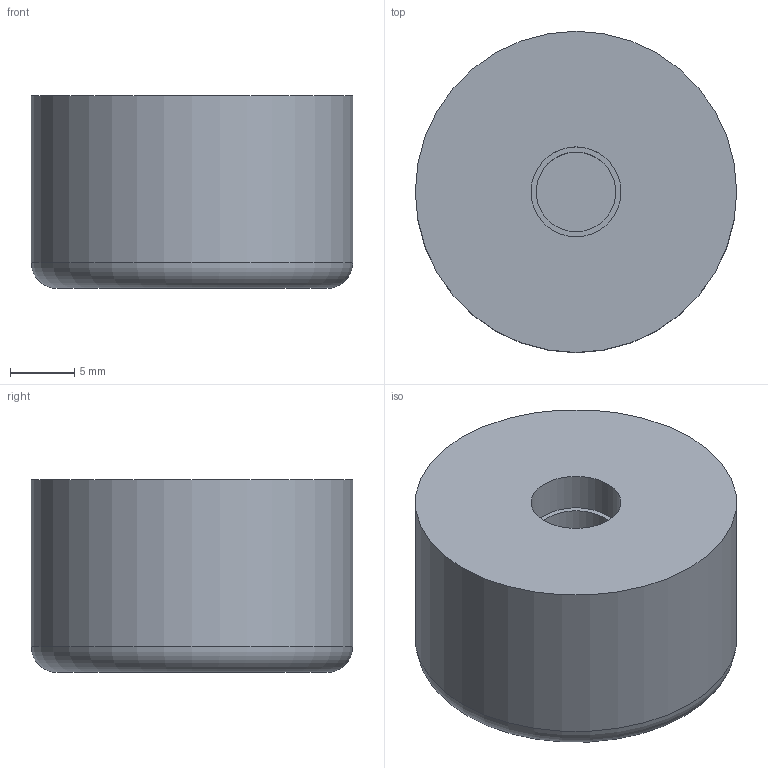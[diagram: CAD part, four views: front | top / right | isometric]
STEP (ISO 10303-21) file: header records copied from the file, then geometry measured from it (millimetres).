
FILE_DESCRIPTION(/* description */ ('Alibre Inc.'),/* implementation_level */ '2;1');
FILE_NAME(/* name */ 'export-BADC64BC-46D2-4EC7-B9FF-4196F3ABBFD8',/* time_stamp */ '2025-01-31T20:18:28+01:00',/* author */ (''),/* organization */ (''),/* preprocessor_version */ 'ST-DEVELOPER v17',/* originating_system */ 'Alibre',/* authorisation */ '');
FILE_SCHEMA (('AUTOMOTIVE_DESIGN'));
Length unit declared in the file: millimetre
Bounding box: 25 x 25 x 15 mm (x, y, z)
Volume: 6863.7 mm3; surface area: 2365.2 mm2
Topology: 1 solids, 1 shells, 15 faces, 26 edges, 17 vertices
Faces by surface type: plane 9, cylinder 5, torus 1
Full cylindrical faces by diameter (mm): 6.2 x1, 6.202 x1, 7 x1, 25 x1
Entity records: 339 total; most frequent: CARTESIAN_POINT 52, DIRECTION 51, ORIENTED_EDGE 42, AXIS2_PLACEMENT_3D 25, EDGE_LOOP 24, FACE_BOUND 24, EDGE_CURVE 21, VERTEX_POINT 17
